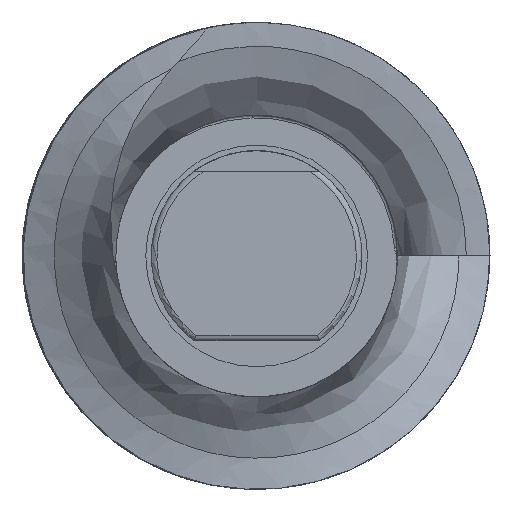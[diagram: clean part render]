
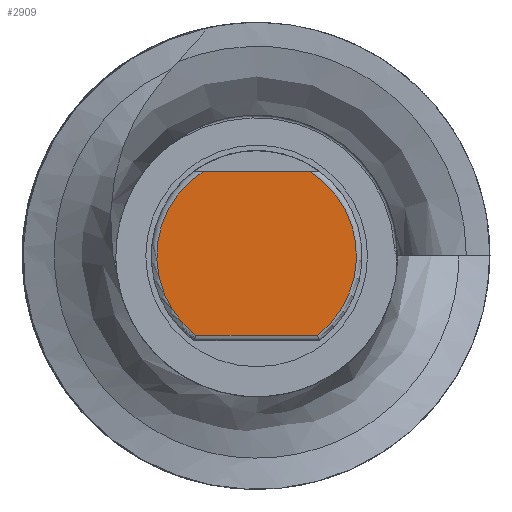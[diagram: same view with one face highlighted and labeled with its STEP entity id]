
A CAD part, front view. The second image highlights one B-rep face of the part: STEP entity #2909.
In plain terms, the highlighted planar face has unit normal (0, -1, 0).
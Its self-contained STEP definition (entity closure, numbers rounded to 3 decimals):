
#2629=CARTESIAN_POINT('',(4.743,-36.0,7.478));
#2630=VERTEX_POINT('',#2629);
#2644=CARTESIAN_POINT('',(5.395,-36.0,-7.022));
#2645=VERTEX_POINT('',#2644);
#2646=CARTESIAN_POINT('',(0.0,-36.0,0.0));
#2647=DIRECTION('',(0.0,1.0,0.0));
#2648=DIRECTION('',(0.0,0.0,1.0));
#2649=AXIS2_PLACEMENT_3D('',#2646,#2647,#2648);
#2650=CIRCLE('',#2649,8.855);
#2651=EDGE_CURVE('',#2630,#2645,#2650,.T.);
#2681=CARTESIAN_POINT('',(-5.395,-36.0,-7.022));
#2682=VERTEX_POINT('',#2681);
#2700=CARTESIAN_POINT('',(-4.743,-36.0,7.478));
#2701=VERTEX_POINT('',#2700);
#2702=CARTESIAN_POINT('',(0.0,-36.0,0.0));
#2703=DIRECTION('',(0.0,1.0,0.0));
#2704=DIRECTION('',(0.0,0.0,1.0));
#2705=AXIS2_PLACEMENT_3D('',#2702,#2703,#2704);
#2706=CIRCLE('',#2705,8.855);
#2707=EDGE_CURVE('',#2682,#2701,#2706,.T.);
#2752=CARTESIAN_POINT('',(5.395,-36.0,-7.022));
#2753=DIRECTION('',(-1.0,0.0,0.0));
#2754=VECTOR('',#2753,10.79);
#2755=LINE('',#2752,#2754);
#2756=EDGE_CURVE('',#2645,#2682,#2755,.T.);
#2809=CARTESIAN_POINT('',(4.743,-36.0,7.478));
#2810=DIRECTION('',(-1.0,0.0,0.0));
#2811=VECTOR('',#2810,9.486);
#2812=LINE('',#2809,#2811);
#2813=EDGE_CURVE('',#2630,#2701,#2812,.T.);
#2898=CARTESIAN_POINT('',(0.0,-36.0,0.0));
#2899=DIRECTION('',(0.0,1.0,0.0));
#2900=DIRECTION('',(0.0,0.0,1.0));
#2901=AXIS2_PLACEMENT_3D('',#2898,#2899,#2900);
#2902=PLANE('',#2901);
#2903=ORIENTED_EDGE('',*,*,#2651,.F.);
#2904=ORIENTED_EDGE('',*,*,#2813,.T.);
#2905=ORIENTED_EDGE('',*,*,#2707,.F.);
#2906=ORIENTED_EDGE('',*,*,#2756,.F.);
#2907=EDGE_LOOP('',(#2903,#2904,#2905,#2906));
#2908=FACE_OUTER_BOUND('',#2907,.T.);
#2909=ADVANCED_FACE('',(#2908),#2902,.F.);
